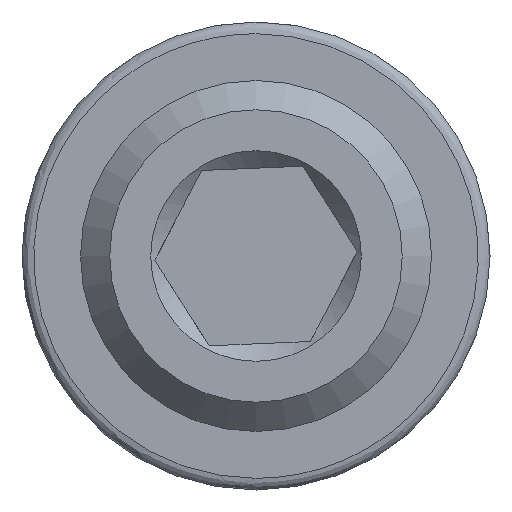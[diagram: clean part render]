
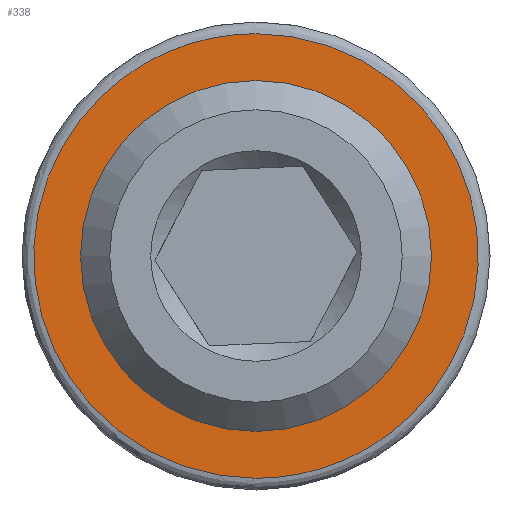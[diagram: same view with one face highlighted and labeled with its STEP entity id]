
A CAD part, front view. The second image highlights one B-rep face of the part: STEP entity #338.
In plain terms, the highlighted planar face has unit normal (0, -1, 0).
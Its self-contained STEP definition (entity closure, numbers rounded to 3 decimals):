
#7 = CARTESIAN_POINT ( 'NONE',  ( -74.552, -40.498, -1.9 ) ) ;
#13 = CARTESIAN_POINT ( 'NONE',  ( -70.752, -40.498, -1.9 ) ) ;
#42 = CARTESIAN_POINT ( 'NONE',  ( -74.552, -40.498, -1.5 ) ) ;
#52 = EDGE_CURVE ( 'NONE', #945, #945, #602, .T. ) ;
#120 = DIRECTION ( 'NONE',  ( 0., 0., 1. ) ) ;
#242 = EDGE_CURVE ( 'NONE', #566, #287, #408, .T. ) ;
#248 = ORIENTED_EDGE ( 'NONE', *, *, #242, .F. ) ;
#280 = CARTESIAN_POINT ( 'NONE',  ( -74.552, -40.498, 1.9 ) ) ;
#287 = VERTEX_POINT ( 'NONE', #668 ) ;
#295 = EDGE_LOOP ( 'NONE', ( #248, #820 ) ) ;
#338 = ADVANCED_FACE ( 'NONE', ( #1031, #698 ), #1015, .F. ) ;
#347 = CARTESIAN_POINT ( 'NONE',  ( -74.552, -40.498, 0. ) ) ;
#408 =( BOUNDED_CURVE ( )  B_SPLINE_CURVE ( 3, ( #280, #746, #13, #7 ),
 .UNSPECIFIED., .F., .T. ) 
 B_SPLINE_CURVE_WITH_KNOTS ( ( 4, 4 ),
 ( 0., 1. ),
 .UNSPECIFIED. ) 
 CURVE ( )  GEOMETRIC_REPRESENTATION_ITEM ( )  RATIONAL_B_SPLINE_CURVE ( ( 1., 0.333, 0.333, 1. ) ) 
 REPRESENTATION_ITEM ( '' )  );
#457 = CARTESIAN_POINT ( 'NONE',  ( -78.352, -40.498, 1.9 ) ) ;
#555 = EDGE_LOOP ( 'NONE', ( #685 ) ) ;
#566 = VERTEX_POINT ( 'NONE', #978 ) ;
#602 = CIRCLE ( 'NONE', #639, 1.5 ) ;
#629 = CARTESIAN_POINT ( 'NONE',  ( -78.352, -40.498, -1.9 ) ) ;
#639 = AXIS2_PLACEMENT_3D ( 'NONE', #347, #912, #756 ) ;
#668 = CARTESIAN_POINT ( 'NONE',  ( -74.552, -40.498, -1.9 ) ) ;
#685 = ORIENTED_EDGE ( 'NONE', *, *, #52, .F. ) ;
#698 = FACE_BOUND ( 'NONE', #555, .T. ) ;
#746 = CARTESIAN_POINT ( 'NONE',  ( -70.752, -40.498, 1.9 ) ) ;
#756 = DIRECTION ( 'NONE',  ( 0., 0., -1. ) ) ;
#779 = CARTESIAN_POINT ( 'NONE',  ( -74.552, -40.498, 1.9 ) ) ;
#820 = ORIENTED_EDGE ( 'NONE', *, *, #829, .F. ) ;
#829 = EDGE_CURVE ( 'NONE', #287, #566, #953, .T. ) ;
#858 = DIRECTION ( 'NONE',  ( 0., 1., 0. ) ) ;
#912 = DIRECTION ( 'NONE',  ( 0., -1., 0. ) ) ;
#945 = VERTEX_POINT ( 'NONE', #42 ) ;
#953 =( BOUNDED_CURVE ( )  B_SPLINE_CURVE ( 3, ( #1027, #629, #457, #779 ),
 .UNSPECIFIED., .F., .T. ) 
 B_SPLINE_CURVE_WITH_KNOTS ( ( 4, 4 ),
 ( 0., 1. ),
 .UNSPECIFIED. ) 
 CURVE ( )  GEOMETRIC_REPRESENTATION_ITEM ( )  RATIONAL_B_SPLINE_CURVE ( ( 1., 0.333, 0.333, 1. ) ) 
 REPRESENTATION_ITEM ( '' )  );
#972 = AXIS2_PLACEMENT_3D ( 'NONE', #1020, #858, #120 ) ;
#978 = CARTESIAN_POINT ( 'NONE',  ( -74.552, -40.498, 1.9 ) ) ;
#1015 = PLANE ( 'NONE',  #972 ) ;
#1020 = CARTESIAN_POINT ( 'NONE',  ( -74.552, -40.498, 0. ) ) ;
#1027 = CARTESIAN_POINT ( 'NONE',  ( -74.552, -40.498, -1.9 ) ) ;
#1031 = FACE_OUTER_BOUND ( 'NONE', #295, .T. ) ;
